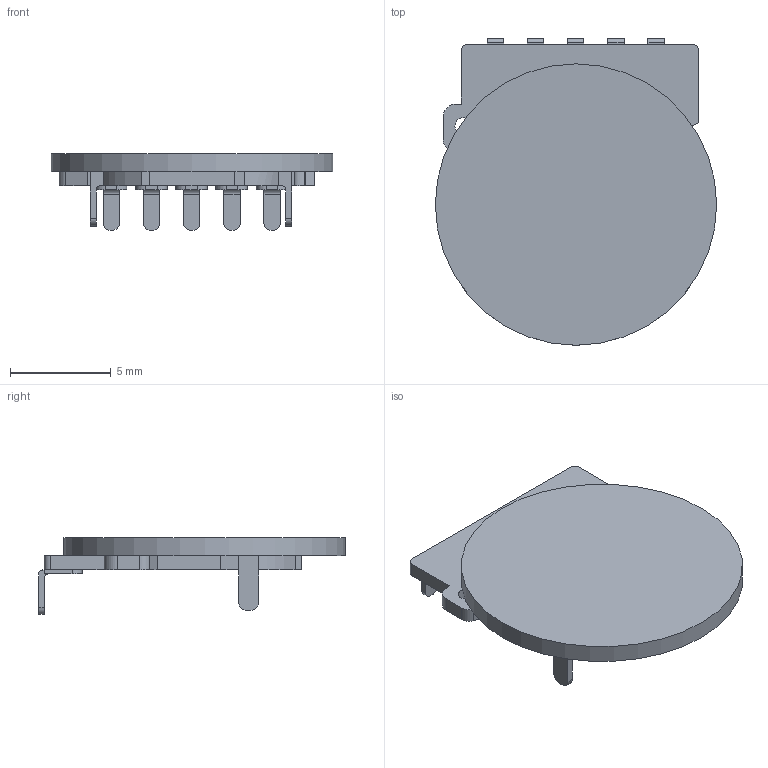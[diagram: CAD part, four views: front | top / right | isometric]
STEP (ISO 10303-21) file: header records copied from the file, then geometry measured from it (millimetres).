
FILE_DESCRIPTION(/* description */ (''),/* implementation_level */ '2;1');
FILE_NAME(/* name */ 'RK10J12E002L.step',/* time_stamp */ '2023-09-07T21:38:47-04:00',/* author */ (''),/* organization */ (''),/* preprocessor_version */ 'ST-DEVELOPER v20',/* originating_system */ 'Autodesk Translation Framework v12.9.0.99',/* authorisation */ '');
FILE_SCHEMA (('AUTOMOTIVE_DESIGN { 1 0 10303 214 3 1 1 }'));
Length unit declared in the file: millimetre
Products named in the file (1): RK10J12E002L
Bounding box: 14 x 15.25 x 3.8 mm (x, y, z)
Volume: 235.7 mm3; surface area: 713 mm2
Topology: 7 solids, 7 shells, 145 faces, 393 edges, 262 vertices
Faces by surface type: plane 94, cylinder 49, bspline 2
Full cylindrical faces by diameter (mm): 0.76 x5, 0.849 x1, 1.117 x1, 13.995 x1
Entity records: 4789 total; most frequent: CARTESIAN_POINT 974, ORIENTED_EDGE 786, DIRECTION 775, EDGE_CURVE 393, LINE 291, VECTOR 291, VERTEX_POINT 262, AXIS2_PLACEMENT_3D 242
